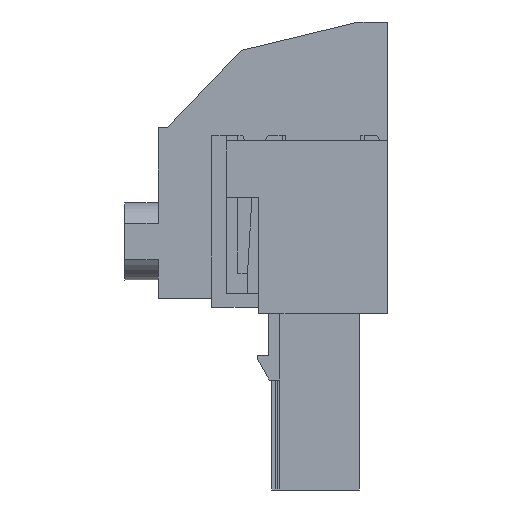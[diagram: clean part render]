
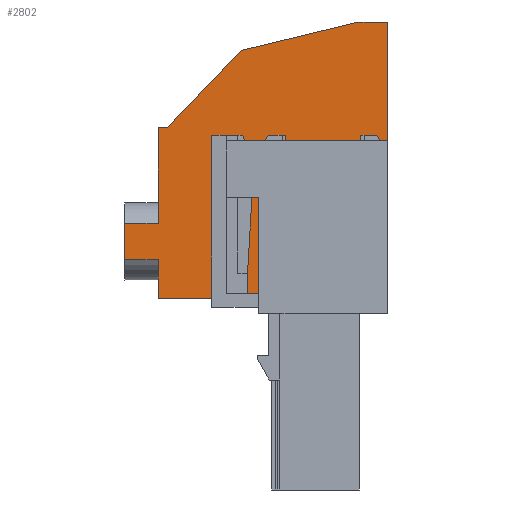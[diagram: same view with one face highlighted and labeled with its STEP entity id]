
A CAD part, left-side view. The second image highlights one B-rep face of the part: STEP entity #2802.
In plain terms, the highlighted planar face has unit normal (-1, 0, 0).
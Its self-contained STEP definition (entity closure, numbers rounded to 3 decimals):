
#2683=AXIS2_PLACEMENT_3D('Plane Axis2P3D',#2680,#2681,#2682) ;
#444=CARTESIAN_POINT('Vertex',(7.62,0.,41.15)) ;
#447=CARTESIAN_POINT('Line Origine',(7.62,0.,35.925)) ;
#451=CARTESIAN_POINT('Vertex',(7.62,0.,30.7)) ;
#921=CARTESIAN_POINT('Vertex',(7.62,11.3,16.85)) ;
#1087=CARTESIAN_POINT('Vertex',(7.62,11.36,30.7)) ;
#1090=CARTESIAN_POINT('Line Origine',(7.62,11.33,23.775)) ;
#2668=CARTESIAN_POINT('Line Origine',(7.62,5.68,30.7)) ;
#2680=CARTESIAN_POINT('Axis2P3D Location',(7.62,20.15,20.25)) ;
#2685=CARTESIAN_POINT('Line Origine',(7.62,21.625,20.25)) ;
#2689=CARTESIAN_POINT('Vertex',(7.62,20.15,20.25)) ;
#2691=CARTESIAN_POINT('Vertex',(7.62,23.1,20.25)) ;
#2694=CARTESIAN_POINT('Line Origine',(7.62,20.15,18.55)) ;
#2698=CARTESIAN_POINT('Vertex',(7.62,20.15,16.85)) ;
#2701=CARTESIAN_POINT('Line Origine',(7.62,15.725,16.85)) ;
#2706=CARTESIAN_POINT('Line Origine',(7.62,1.25,41.15)) ;
#2710=CARTESIAN_POINT('Vertex',(7.62,2.5,41.15)) ;
#2713=CARTESIAN_POINT('Line Origine',(7.62,7.674,39.9)) ;
#2717=CARTESIAN_POINT('Vertex',(7.62,12.849,38.65)) ;
#2720=CARTESIAN_POINT('Line Origine',(7.62,16.099,35.25)) ;
#2724=CARTESIAN_POINT('Vertex',(7.62,19.35,31.85)) ;
#2727=CARTESIAN_POINT('Line Origine',(7.62,19.75,31.85)) ;
#2731=CARTESIAN_POINT('Vertex',(7.62,20.15,31.85)) ;
#2734=CARTESIAN_POINT('Line Origine',(7.62,20.15,27.65)) ;
#2738=CARTESIAN_POINT('Vertex',(7.62,20.15,23.45)) ;
#2741=CARTESIAN_POINT('Line Origine',(7.62,21.625,23.45)) ;
#2745=CARTESIAN_POINT('Vertex',(7.62,23.1,23.45)) ;
#2748=CARTESIAN_POINT('Line Origine',(7.62,23.1,21.85)) ;
#2768=CARTESIAN_POINT('Line Origine',(7.62,13.66,30.7)) ;
#2772=CARTESIAN_POINT('Vertex',(7.62,14.16,30.7)) ;
#2774=CARTESIAN_POINT('Vertex',(7.62,13.16,30.7)) ;
#2777=CARTESIAN_POINT('Line Origine',(7.62,13.16,28.2)) ;
#2781=CARTESIAN_POINT('Vertex',(7.62,13.16,25.7)) ;
#2784=CARTESIAN_POINT('Line Origine',(7.62,13.66,25.7)) ;
#2788=CARTESIAN_POINT('Vertex',(7.62,14.16,25.7)) ;
#2791=CARTESIAN_POINT('Line Origine',(7.62,14.16,28.2)) ;
#448=DIRECTION('Vector Direction',(0.,0.,1.)) ;
#1091=DIRECTION('Vector Direction',(0.,0.004,1.)) ;
#2669=DIRECTION('Vector Direction',(0.,1.,0.)) ;
#2681=DIRECTION('Axis2P3D Direction',(-1.,0.,0.)) ;
#2682=DIRECTION('Axis2P3D XDirection',(0.,0.,1.)) ;
#2686=DIRECTION('Vector Direction',(0.,1.,0.)) ;
#2695=DIRECTION('Vector Direction',(0.,0.,1.)) ;
#2702=DIRECTION('Vector Direction',(0.,-1.,0.)) ;
#2707=DIRECTION('Vector Direction',(0.,1.,0.)) ;
#2714=DIRECTION('Vector Direction',(0.,0.972,-0.235)) ;
#2721=DIRECTION('Vector Direction',(0.,-0.691,0.723)) ;
#2728=DIRECTION('Vector Direction',(0.,-1.,0.)) ;
#2735=DIRECTION('Vector Direction',(0.,0.,1.)) ;
#2742=DIRECTION('Vector Direction',(0.,1.,0.)) ;
#2749=DIRECTION('Vector Direction',(0.,0.,1.)) ;
#2769=DIRECTION('Vector Direction',(0.,-1.,0.)) ;
#2778=DIRECTION('Vector Direction',(0.,0.,1.)) ;
#2785=DIRECTION('Vector Direction',(0.,-1.,0.)) ;
#2792=DIRECTION('Vector Direction',(0.,0.,1.)) ;
#449=VECTOR('Line Direction',#448,1.) ;
#1092=VECTOR('Line Direction',#1091,1.) ;
#2670=VECTOR('Line Direction',#2669,1.) ;
#2687=VECTOR('Line Direction',#2686,1.) ;
#2696=VECTOR('Line Direction',#2695,1.) ;
#2703=VECTOR('Line Direction',#2702,1.) ;
#2708=VECTOR('Line Direction',#2707,1.) ;
#2715=VECTOR('Line Direction',#2714,1.) ;
#2722=VECTOR('Line Direction',#2721,1.) ;
#2729=VECTOR('Line Direction',#2728,1.) ;
#2736=VECTOR('Line Direction',#2735,1.) ;
#2743=VECTOR('Line Direction',#2742,1.) ;
#2750=VECTOR('Line Direction',#2749,1.) ;
#2770=VECTOR('Line Direction',#2769,1.) ;
#2779=VECTOR('Line Direction',#2778,1.) ;
#2786=VECTOR('Line Direction',#2785,1.) ;
#2793=VECTOR('Line Direction',#2792,1.) ;
#2754=ORIENTED_EDGE('',*,*,#2693,.F.) ;
#2755=ORIENTED_EDGE('',*,*,#2700,.T.) ;
#2756=ORIENTED_EDGE('',*,*,#2705,.T.) ;
#2757=ORIENTED_EDGE('',*,*,#1094,.T.) ;
#2758=ORIENTED_EDGE('',*,*,#2672,.T.) ;
#2759=ORIENTED_EDGE('',*,*,#453,.T.) ;
#2760=ORIENTED_EDGE('',*,*,#2712,.T.) ;
#2761=ORIENTED_EDGE('',*,*,#2719,.T.) ;
#2762=ORIENTED_EDGE('',*,*,#2726,.F.) ;
#2763=ORIENTED_EDGE('',*,*,#2733,.F.) ;
#2764=ORIENTED_EDGE('',*,*,#2740,.T.) ;
#2765=ORIENTED_EDGE('',*,*,#2747,.T.) ;
#2766=ORIENTED_EDGE('',*,*,#2752,.F.) ;
#2797=ORIENTED_EDGE('',*,*,#2776,.T.) ;
#2798=ORIENTED_EDGE('',*,*,#2783,.T.) ;
#2799=ORIENTED_EDGE('',*,*,#2790,.F.) ;
#2800=ORIENTED_EDGE('',*,*,#2795,.F.) ;
#2801=FACE_BOUND('',#2796,.T.) ;
#2802=ADVANCED_FACE('HOUSING',(#2767,#2801),#2684,.T.) ;
#453=EDGE_CURVE('',#452,#445,#450,.T.) ;
#1094=EDGE_CURVE('',#922,#1088,#1093,.T.) ;
#2672=EDGE_CURVE('',#1088,#452,#2671,.F.) ;
#2693=EDGE_CURVE('',#2690,#2692,#2688,.T.) ;
#2700=EDGE_CURVE('',#2690,#2699,#2697,.F.) ;
#2705=EDGE_CURVE('',#2699,#922,#2704,.T.) ;
#2712=EDGE_CURVE('',#445,#2711,#2709,.T.) ;
#2719=EDGE_CURVE('',#2711,#2718,#2716,.T.) ;
#2726=EDGE_CURVE('',#2725,#2718,#2723,.T.) ;
#2733=EDGE_CURVE('',#2732,#2725,#2730,.T.) ;
#2740=EDGE_CURVE('',#2732,#2739,#2737,.F.) ;
#2747=EDGE_CURVE('',#2739,#2746,#2744,.T.) ;
#2752=EDGE_CURVE('',#2692,#2746,#2751,.T.) ;
#2776=EDGE_CURVE('',#2773,#2775,#2771,.T.) ;
#2783=EDGE_CURVE('',#2775,#2782,#2780,.F.) ;
#2790=EDGE_CURVE('',#2789,#2782,#2787,.T.) ;
#2795=EDGE_CURVE('',#2773,#2789,#2794,.F.) ;
#2753=EDGE_LOOP('',(#2754,#2755,#2756,#2757,#2758,#2759,#2760,#2761,#2762,#2763,#2764,#2765,#2766)) ;
#2796=EDGE_LOOP('',(#2797,#2798,#2799,#2800)) ;
#2767=FACE_OUTER_BOUND('',#2753,.T.) ;
#450=LINE('Line',#447,#449) ;
#1093=LINE('Line',#1090,#1092) ;
#2671=LINE('Line',#2668,#2670) ;
#2688=LINE('Line',#2685,#2687) ;
#2697=LINE('Line',#2694,#2696) ;
#2704=LINE('Line',#2701,#2703) ;
#2709=LINE('Line',#2706,#2708) ;
#2716=LINE('Line',#2713,#2715) ;
#2723=LINE('Line',#2720,#2722) ;
#2730=LINE('Line',#2727,#2729) ;
#2737=LINE('Line',#2734,#2736) ;
#2744=LINE('Line',#2741,#2743) ;
#2751=LINE('Line',#2748,#2750) ;
#2771=LINE('Line',#2768,#2770) ;
#2780=LINE('Line',#2777,#2779) ;
#2787=LINE('Line',#2784,#2786) ;
#2794=LINE('Line',#2791,#2793) ;
#2684=PLANE('',#2683) ;
#445=VERTEX_POINT('',#444) ;
#452=VERTEX_POINT('',#451) ;
#922=VERTEX_POINT('',#921) ;
#1088=VERTEX_POINT('',#1087) ;
#2690=VERTEX_POINT('',#2689) ;
#2692=VERTEX_POINT('',#2691) ;
#2699=VERTEX_POINT('',#2698) ;
#2711=VERTEX_POINT('',#2710) ;
#2718=VERTEX_POINT('',#2717) ;
#2725=VERTEX_POINT('',#2724) ;
#2732=VERTEX_POINT('',#2731) ;
#2739=VERTEX_POINT('',#2738) ;
#2746=VERTEX_POINT('',#2745) ;
#2773=VERTEX_POINT('',#2772) ;
#2775=VERTEX_POINT('',#2774) ;
#2782=VERTEX_POINT('',#2781) ;
#2789=VERTEX_POINT('',#2788) ;
